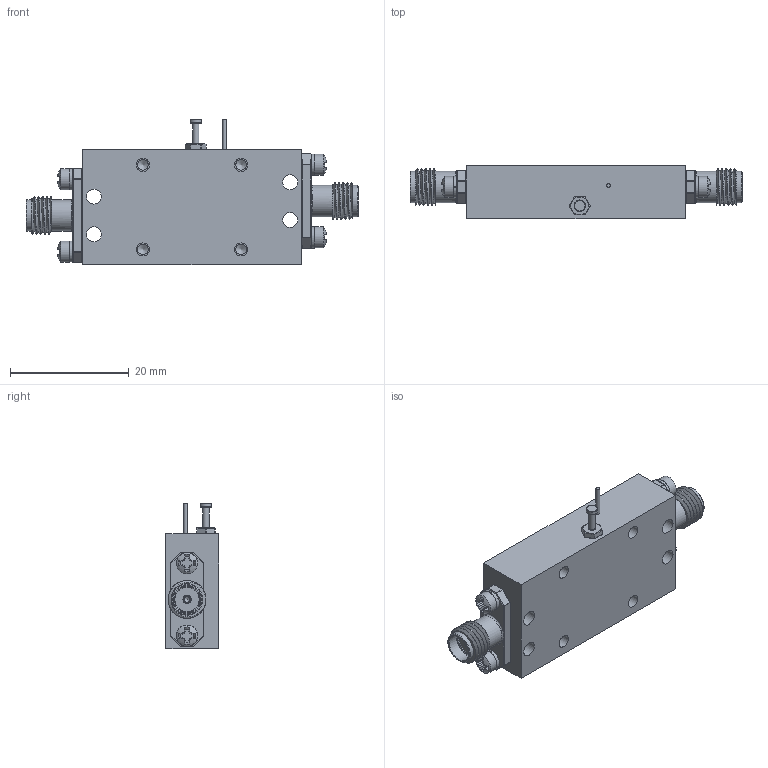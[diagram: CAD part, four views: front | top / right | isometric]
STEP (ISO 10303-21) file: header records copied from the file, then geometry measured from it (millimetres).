
FILE_DESCRIPTION (( 'STEP AP214' ), '1' );
FILE_NAME ('PEC-30-218-5-25-15-SFF-QB.STEP', '2024-05-01T19:13:05', ( '' ), ( '' ), 'SwSTEP 2.0', 'SolidWorks 2023', '' );
FILE_SCHEMA (( 'AUTOMOTIVE_DESIGN' ));
Length unit declared in the file: inch
Products named in the file (1): PEC-30-218-5-25-15-SFF-QB
Bounding box: 55.88 x 8.99 x 24.41 mm (x, y, z)
Volume: 6829.8 mm3; surface area: 5366.1 mm2
Topology: 18 solids, 18 shells, 614 faces, 2430 edges, 1985 vertices
Faces by surface type: plane 319, cylinder 128, sphere 60, torus 52, cone 35, bspline 20
Full cylindrical faces by diameter (mm): 0.508 x2, 0.635 x1, 0.762 x2, 1.016 x2, 1.067 x1, 1.27 x2, 1.778 x4, 1.93 x1, 2.184 x9, 2.527 x4, 2.591 x4, 3.302 x2, 3.556 x4, 4.191 x4, 4.597 x2, 5.283 x4
Entity records: 40484 total; most frequent: CARTESIAN_POINT 12626, ORIENTED_EDGE 4532, DIRECTION 3304, EDGE_CURVE 2266, VERTEX_POINT 1968, VECTOR 1160, LINE 1160, AXIS2_PLACEMENT_3D 1072
